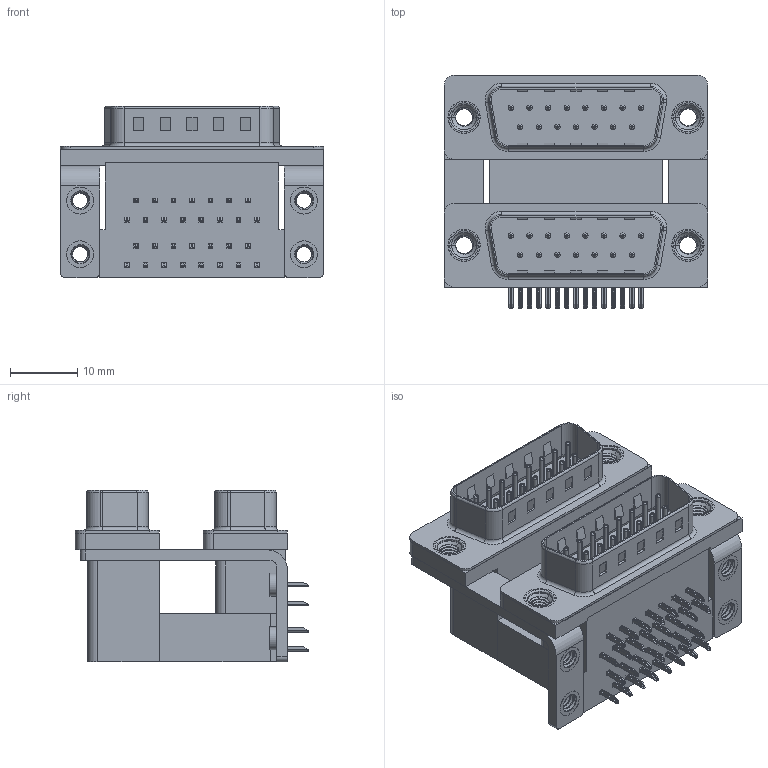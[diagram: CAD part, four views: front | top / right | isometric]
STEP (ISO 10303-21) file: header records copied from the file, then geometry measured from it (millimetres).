
FILE_DESCRIPTION (( 'STEP AP203' ), '1' );
FILE_NAME ('661-015-664-05A.STEP', '2022-06-22T14:44:00', ( '' ), ( '' ), 'SwSTEP 2.0', 'SolidWorks 2020', '' );
FILE_SCHEMA (( 'CONFIG_CONTROL_DESIGN' ));
Length unit declared in the file: millimetre
Products named in the file (12): 661 Contact Bottom Lower; 661 Housing Lower_15 Contacts; 661 Contact Top Upper_M; 661 Threaded Rivet_M3; 661 Housing Spacer_15 Contacts M; 661 Contact Bottom Upper_M; 661 Mounting Bracket_ThruM; 661-015-664-05A; 661 Contact Top Lower; 661 4-40 Threaded Board Mount; 661 Housing Upper_15 Contacts M; 661 Shell_15 Contacts
Assembly tree (45 placements, depth 2):
  661-015-664-05A
    661 Housing Lower_15 Contacts
    661 Housing Spacer_15 Contacts M
    661 Housing Upper_15 Contacts M
    661 Shell_15 Contacts  x2
    661 Contact Bottom Lower  x7
    661 Contact Top Lower  x8
    661 Contact Bottom Upper_M  x7
    661 Contact Top Upper_M  x8
    661 Mounting Bracket_ThruM  x2
    661 4-40 Threaded Board Mount  x4
    661 Threaded Rivet_M3  x4
Bounding box: 39.19 x 34.78 x 25.6 mm (x, y, z)
Volume: 14414.9 mm3; surface area: 15920.4 mm2
Topology: 45 solids, 45 shells, 3106 faces, 7704 edges, 4778 vertices
Faces by surface type: plane 1846, cylinder 938, torus 242, cone 56, bspline 24
Entity records: 33762 total; most frequent: CARTESIAN_POINT 8098, DIRECTION 4906, ORIENTED_EDGE 4784, EDGE_CURVE 2392, LINE 1702, VECTOR 1702, AXIS2_PLACEMENT_3D 1602, VERTEX_POINT 1531
